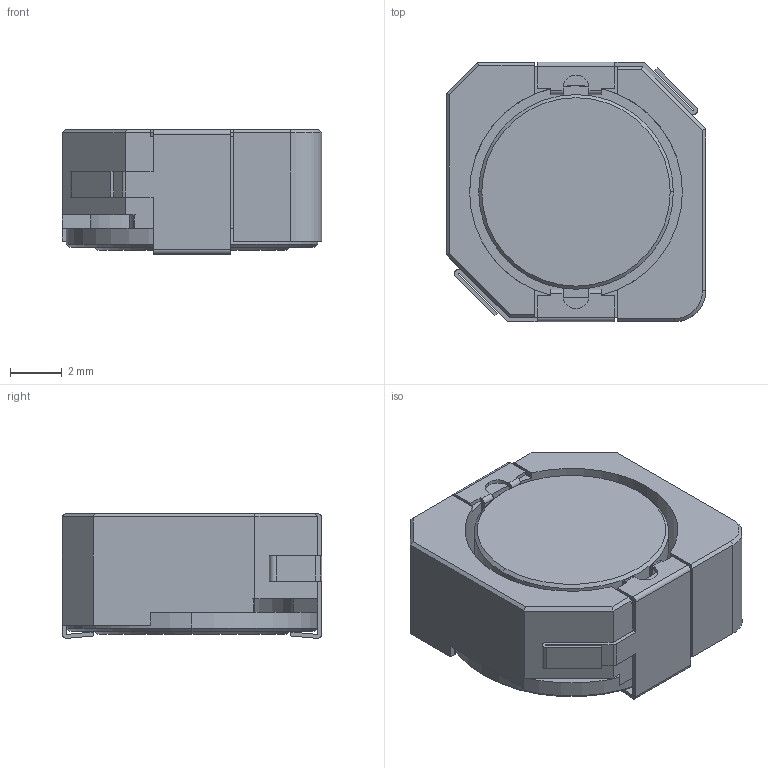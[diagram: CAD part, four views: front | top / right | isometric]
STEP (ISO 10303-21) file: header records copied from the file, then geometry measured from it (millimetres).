
FILE_DESCRIPTION (( 'STEP AP214' ), '1' );
FILE_NAME ('7447714xx.STEP', '2020-11-12T02:07:52', ( '' ), ( '' ), 'SwSTEP 2.0', 'SolidWorks 2019', '' );
FILE_SCHEMA (( 'AUTOMOTIVE_DESIGN' ));
Length unit declared in the file: inch
Products named in the file (5): shielding_ring; 7447714xx; 7447714xx.stp; base; core
Assembly tree (5 placements, depth 3):
  7447714xx
    7447714xx.stp
      core
      shielding_ring
      base  x2
Bounding box: 10 x 10 x 4.8 mm (x, y, z)
Volume: 301.3 mm3; surface area: 712.2 mm2
Topology: 4 solids, 4 shells, 155 faces, 426 edges, 280 vertices
Faces by surface type: plane 101, cylinder 47, cone 7
Entity records: 3879 total; most frequent: DIRECTION 614, CARTESIAN_POINT 610, ORIENTED_EDGE 594, EDGE_CURVE 297, LINE 218, VECTOR 218, AXIS2_PLACEMENT_3D 198, VERTEX_POINT 194
